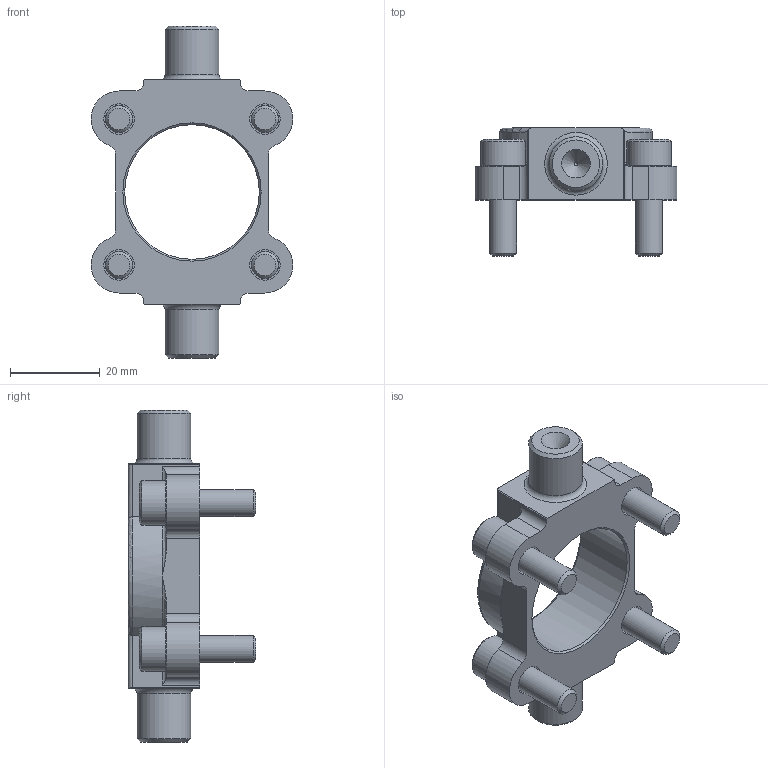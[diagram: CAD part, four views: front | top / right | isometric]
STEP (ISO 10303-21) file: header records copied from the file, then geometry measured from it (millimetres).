
FILE_DESCRIPTION(/* description */ ('STEP AP214'),/* implementation_level */ '2;1');
FILE_NAME(/* name */ '174411_ZNCF-32',/* time_stamp */ '2024-09-10T01:57:09+02:00',/* author */ ('License CC BY-ND 4.0'),/* organization */ ('CADENAS'),/* preprocessor_version */ 'ST-DEVELOPER v19.3',/* originating_system */ 'PARTsolutions',/* authorisation */ ' ');
FILE_SCHEMA (('AUTOMOTIVE_DESIGN {1 0 10303 214 3 1 1}'));
Length unit declared in the file: millimetre
Products named in the file (3): 174411 ZNCF-32; 174411 ZNCF-32---(F); DIN-912 - M6x20(F)
Assembly tree (5 placements, depth 2):
  174411 ZNCF-32
    174411 ZNCF-32---(F)
    DIN-912 - M6x20(F)  x4
Bounding box: 45 x 28.5 x 73.96 mm (x, y, z)
Volume: 18935.8 mm3; surface area: 10546 mm2
Topology: 5 solids, 5 shells, 181 faces, 392 edges, 227 vertices
Faces by surface type: plane 84, cone 50, cylinder 37, torus 8, sphere 2
Full cylindrical faces by diameter (mm): 6 x4, 6.8 x4, 10 x4, 12 x2, 30 x1
Entity records: 2784 total; most frequent: CARTESIAN_POINT 530, DIRECTION 474, ORIENTED_EDGE 404, EDGE_CURVE 202, AXIS2_PLACEMENT_3D 191, VERTEX_POINT 137, FACE_BOUND 135, EDGE_LOOP 134
